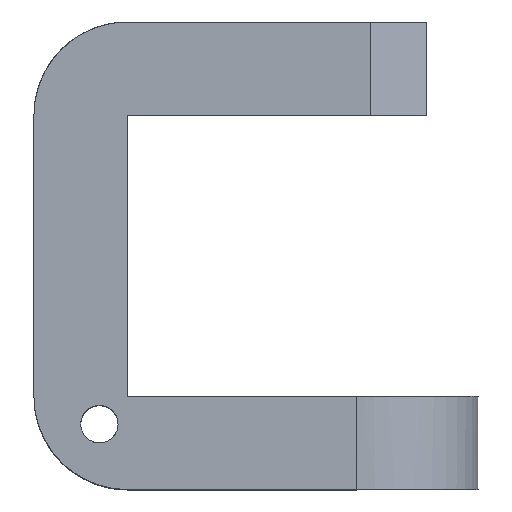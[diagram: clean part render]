
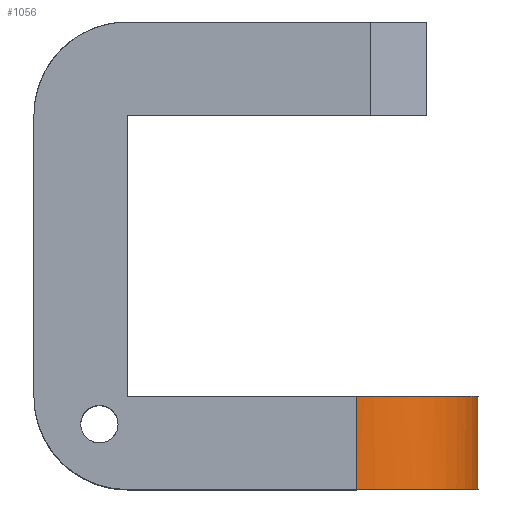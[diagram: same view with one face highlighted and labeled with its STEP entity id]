
A CAD part, top view. The second image highlights one B-rep face of the part: STEP entity #1056.
In plain terms, the highlighted free-form (B-spline) face has degree [2, 1] with [5, 2] control points.
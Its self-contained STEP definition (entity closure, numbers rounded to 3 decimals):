
#1056 = ADVANCED_FACE('',(#1057),#1093,.T.);
#1057 = FACE_BOUND('',#1058,.T.);
#1058 = EDGE_LOOP('',(#1059,#1068,#1078,#1085));
#1059 = ORIENTED_EDGE('',*,*,#1060,.F.);
#1060 = EDGE_CURVE('',#1061,#1063,#1065,.T.);
#1061 = VERTEX_POINT('',#1062);
#1062 = CARTESIAN_POINT('',(47.272,0.,
    25.083));
#1063 = VERTEX_POINT('',#1064);
#1064 = CARTESIAN_POINT('',(47.272,-19.295,
    25.083));
#1065 = B_SPLINE_CURVE_WITH_KNOTS('',1,(#1066,#1067),.UNSPECIFIED.,.F.,
  .F.,(2,2),(0.,20.),.PIECEWISE_BEZIER_KNOTS.);
#1066 = CARTESIAN_POINT('',(47.272,0.,25.083));
#1067 = CARTESIAN_POINT('',(47.272,-19.295,
    25.083));
#1068 = ORIENTED_EDGE('',*,*,#1069,.F.);
#1069 = EDGE_CURVE('',#1070,#1061,#1072,.T.);
#1070 = VERTEX_POINT('',#1071);
#1071 = CARTESIAN_POINT('',(47.272,0.,
    -25.083));
#1072 = ( BOUNDED_CURVE() B_SPLINE_CURVE(2,(#1073,#1074,#1075,#1076,
#1077),.UNSPECIFIED.,.F.,.F.) B_SPLINE_CURVE_WITH_KNOTS((3,2,3),(0.,
1.571,3.142),.PIECEWISE_BEZIER_KNOTS.) CURVE() 
GEOMETRIC_REPRESENTATION_ITEM() RATIONAL_B_SPLINE_CURVE((1.,
0.707,1.,0.707,1.)) REPRESENTATION_ITEM('') );
#1073 = CARTESIAN_POINT('',(47.272,0.,
    -25.083));
#1074 = CARTESIAN_POINT('',(72.355,0.,
    -25.083));
#1075 = CARTESIAN_POINT('',(72.355,0.,
    0.));
#1076 = CARTESIAN_POINT('',(72.355,0.,
    25.083));
#1077 = CARTESIAN_POINT('',(47.272,0.,
    25.083));
#1078 = ORIENTED_EDGE('',*,*,#1079,.F.);
#1079 = EDGE_CURVE('',#1080,#1070,#1082,.T.);
#1080 = VERTEX_POINT('',#1081);
#1081 = CARTESIAN_POINT('',(47.272,-19.295,
    -25.083));
#1082 = B_SPLINE_CURVE_WITH_KNOTS('',1,(#1083,#1084),.UNSPECIFIED.,.F.,
  .F.,(2,2),(0.,20.),.PIECEWISE_BEZIER_KNOTS.);
#1083 = CARTESIAN_POINT('',(47.272,-19.295,
    -25.083));
#1084 = CARTESIAN_POINT('',(47.272,0.,-25.083));
#1085 = ORIENTED_EDGE('',*,*,#1086,.F.);
#1086 = EDGE_CURVE('',#1063,#1080,#1087,.T.);
#1087 = ( BOUNDED_CURVE() B_SPLINE_CURVE(2,(#1088,#1089,#1090,#1091,
#1092),.UNSPECIFIED.,.F.,.F.) B_SPLINE_CURVE_WITH_KNOTS((3,2,3),(
    0.,1.571,3.142),
.PIECEWISE_BEZIER_KNOTS.) CURVE() GEOMETRIC_REPRESENTATION_ITEM() 
RATIONAL_B_SPLINE_CURVE((1.,0.707,1.,0.707,1.)) 
REPRESENTATION_ITEM('') );
#1088 = CARTESIAN_POINT('',(47.272,-19.295,
    25.083));
#1089 = CARTESIAN_POINT('',(72.355,-19.295,
    25.083));
#1090 = CARTESIAN_POINT('',(72.355,-19.295,
    0.));
#1091 = CARTESIAN_POINT('',(72.355,-19.295,
    -25.083));
#1092 = CARTESIAN_POINT('',(47.272,-19.295,
    -25.083));
#1093 = ( BOUNDED_SURFACE() B_SPLINE_SURFACE(2,1,(
    (#1094,#1095)
    ,(#1096,#1097)
    ,(#1098,#1099)
    ,(#1100,#1101)
    ,(#1102,#1103
)),.UNSPECIFIED.,.F.,.F.,.F.) B_SPLINE_SURFACE_WITH_KNOTS((3,2,3),(2,2),
  (3.142,4.712,6.283),(0.,20.),
.PIECEWISE_BEZIER_KNOTS.) GEOMETRIC_REPRESENTATION_ITEM() 
RATIONAL_B_SPLINE_SURFACE((
    (1.,1.)
    ,(0.707,0.707)
    ,(1.,1.)
    ,(0.707,0.707)
,(1.,1.))) REPRESENTATION_ITEM('') SURFACE() );
#1094 = CARTESIAN_POINT('',(47.272,-19.295,
    -25.083));
#1095 = CARTESIAN_POINT('',(47.272,0.,
    -25.083));
#1096 = CARTESIAN_POINT('',(72.355,-19.295,
    -25.083));
#1097 = CARTESIAN_POINT('',(72.355,0.,
    -25.083));
#1098 = CARTESIAN_POINT('',(72.355,-19.295,
    0.));
#1099 = CARTESIAN_POINT('',(72.355,0.,
    0.));
#1100 = CARTESIAN_POINT('',(72.355,-19.295,
    25.083));
#1101 = CARTESIAN_POINT('',(72.355,0.,
    25.083));
#1102 = CARTESIAN_POINT('',(47.272,-19.295,
    25.083));
#1103 = CARTESIAN_POINT('',(47.272,0.,
    25.083));
